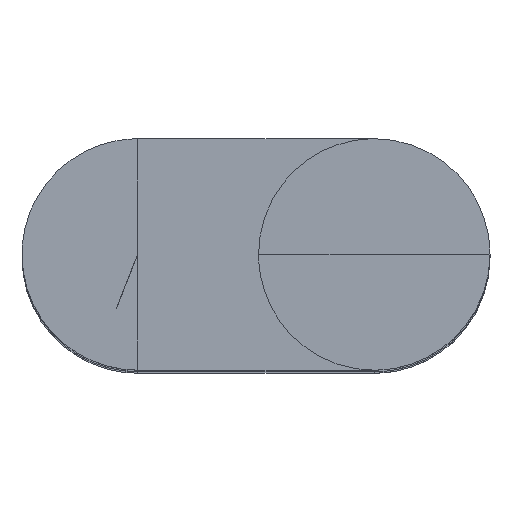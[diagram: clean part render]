
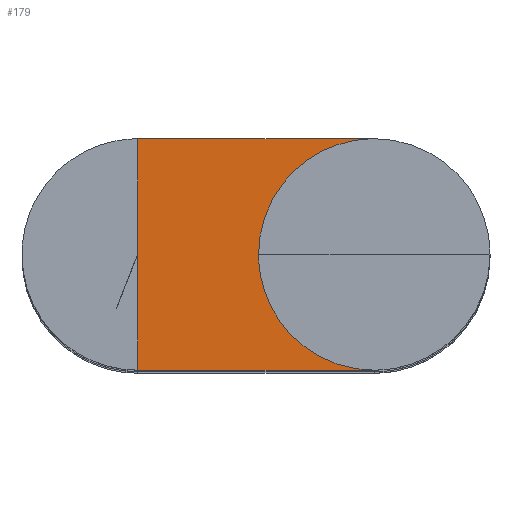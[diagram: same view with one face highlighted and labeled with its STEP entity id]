
A CAD part, top view. The second image highlights one B-rep face of the part: STEP entity #179.
In plain terms, the highlighted planar face has unit normal (0, 0, 1).
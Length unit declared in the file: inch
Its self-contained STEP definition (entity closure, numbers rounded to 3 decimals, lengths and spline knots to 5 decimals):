
#179=ADVANCED_FACE('',(#479),#4027,.T.);
#479=FACE_OUTER_BOUND('',#779,.T.);
#779=EDGE_LOOP('',(#1606,#1607,#1608,#1609,#1610,#1611));
#1606=ORIENTED_EDGE('',*,*,#2510,.T.);
#1607=ORIENTED_EDGE('',*,*,#2169,.F.);
#1608=ORIENTED_EDGE('',*,*,#2515,.T.);
#1609=ORIENTED_EDGE('',*,*,#2783,.T.);
#1610=ORIENTED_EDGE('',*,*,#2167,.T.);
#1611=ORIENTED_EDGE('',*,*,#2168,.T.);
#2167=EDGE_CURVE('',#3411,#3413,#3095,.T.);
#2168=EDGE_CURVE('',#3413,#3593,#3096,.T.);
#2169=EDGE_CURVE('',#3412,#3414,#3097,.T.);
#2510=EDGE_CURVE('',#3593,#3414,#3276,.T.);
#2515=EDGE_CURVE('',#3412,#3727,#2950,.T.);
#2783=EDGE_CURVE('',#3727,#3411,#3088,.T.);
#2950=(
BOUNDED_CURVE()
B_SPLINE_CURVE(2,(#8625,#8626,#8627),.UNSPECIFIED.,.F.,.F.)
B_SPLINE_CURVE_WITH_KNOTS((3,3),(35.34292,70.68583),
 .UNSPECIFIED.)
CURVE()
GEOMETRIC_REPRESENTATION_ITEM()
RATIONAL_B_SPLINE_CURVE((1.,0.707,1.))
REPRESENTATION_ITEM('')
);
#3088=(
BOUNDED_CURVE()
B_SPLINE_CURVE(2,(#9551,#9552,#9553),.UNSPECIFIED.,.F.,.F.)
B_SPLINE_CURVE_WITH_KNOTS((3,3),(70.68583,106.02875),
 .UNSPECIFIED.)
CURVE()
GEOMETRIC_REPRESENTATION_ITEM()
RATIONAL_B_SPLINE_CURVE((1.,0.707,1.))
REPRESENTATION_ITEM('')
);
#3095=B_SPLINE_CURVE_WITH_KNOTS('',1,(#7500,#7501),.UNSPECIFIED.,.F.,.F.,
(2,2),(51.0021,97.0042),.UNSPECIFIED.);
#3096=B_SPLINE_CURVE_WITH_KNOTS('',1,(#7502,#7503),.UNSPECIFIED.,.F.,.F.,
(2,2),(0.,22.5),.UNSPECIFIED.);
#3097=B_SPLINE_CURVE_WITH_KNOTS('',1,(#7504,#7505),.UNSPECIFIED.,.F.,.F.,
(2,2),(51.0021,97.0042),.UNSPECIFIED.);
#3276=B_SPLINE_CURVE_WITH_KNOTS('',1,(#8611,#8612),.UNSPECIFIED.,.F.,.F.,
(2,2),(22.5,45.),.UNSPECIFIED.);
#3411=VERTEX_POINT('',#7171);
#3412=VERTEX_POINT('',#7172);
#3413=VERTEX_POINT('',#7173);
#3414=VERTEX_POINT('',#7174);
#3593=VERTEX_POINT('',#7353);
#3727=VERTEX_POINT('',#7487);
#4027=PLANE('',#4064);
#4064=AXIS2_PLACEMENT_3D('',#5784,#4081,$);
#4081=DIRECTION('',(0.,0.,1.));
#5784=CARTESIAN_POINT('',(1.27689,0.50022,6.1241));
#7171=CARTESIAN_POINT('',(1.27689,0.50022,6.1241));
#7172=CARTESIAN_POINT('',(1.27689,-0.53478,6.1241));
#7173=CARTESIAN_POINT('',(0.21885,0.50022,6.1241));
#7174=CARTESIAN_POINT('',(0.21885,-0.53478,6.1241));
#7353=CARTESIAN_POINT('',(0.21885,-0.01728,6.1241));
#7487=CARTESIAN_POINT('',(0.75939,-0.01728,6.1241));
#7500=CARTESIAN_POINT('',(1.27689,0.50022,6.1241));
#7501=CARTESIAN_POINT('',(0.21885,0.50022,6.1241));
#7502=CARTESIAN_POINT('',(0.21885,0.50022,6.1241));
#7503=CARTESIAN_POINT('',(0.21885,-0.01728,6.1241));
#7504=CARTESIAN_POINT('',(1.27689,-0.53478,6.1241));
#7505=CARTESIAN_POINT('',(0.21885,-0.53478,6.1241));
#8611=CARTESIAN_POINT('',(0.21885,-0.01728,6.1241));
#8612=CARTESIAN_POINT('',(0.21885,-0.53478,6.1241));
#8625=CARTESIAN_POINT('',(1.27689,-0.53478,6.1241));
#8626=CARTESIAN_POINT('',(0.75939,-0.53478,6.1241));
#8627=CARTESIAN_POINT('',(0.75939,-0.01728,6.1241));
#9551=CARTESIAN_POINT('',(0.75939,-0.01728,6.1241));
#9552=CARTESIAN_POINT('',(0.75939,0.50022,6.1241));
#9553=CARTESIAN_POINT('',(1.27689,0.50022,6.1241));
